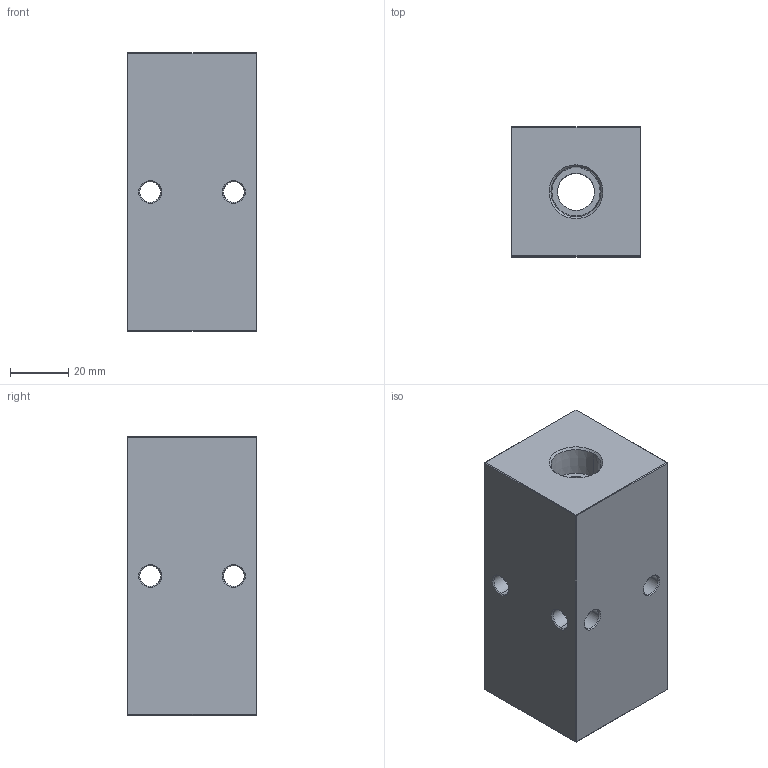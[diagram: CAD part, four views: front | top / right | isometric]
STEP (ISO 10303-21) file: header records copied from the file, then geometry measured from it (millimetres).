
FILE_DESCRIPTION (( 'STEP AP214' ), '1' );
FILE_NAME ('HM-2-0-P-6-2.STEP', '2019-07-13T13:55:28', ( '' ), ( '' ), 'SwSTEP 2.0', 'SolidWorks 2018', '' );
FILE_SCHEMA (( 'AUTOMOTIVE_DESIGN' ));
Length unit declared in the file: inch
Products named in the file (1): HM-2-0-P-6-2
Bounding box: 44.45 x 44.45 x 95.25 mm (x, y, z)
Volume: 165746.6 mm3; surface area: 28127.1 mm2
Topology: 1 solids, 1 shells, 473 faces, 1234 edges, 800 vertices
Faces by surface type: plane 235, bspline 180, cylinder 30, cone 28
Entity records: 29141 total; most frequent: CARTESIAN_POINT 12872, ORIENTED_EDGE 2468, DIRECTION 1490, EDGE_CURVE 1234, VERTEX_POINT 800, LINE 774, VECTOR 774, EDGE_LOOP 532
